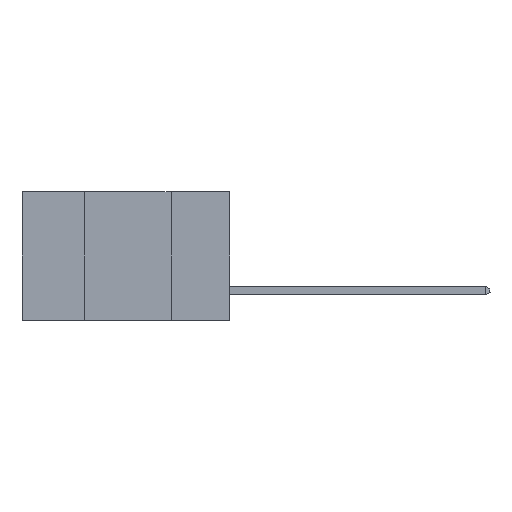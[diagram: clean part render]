
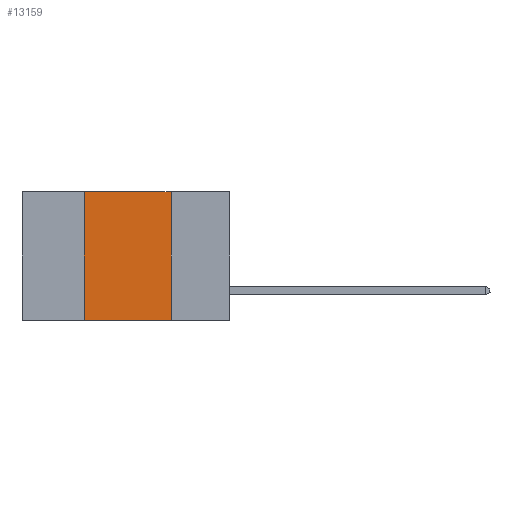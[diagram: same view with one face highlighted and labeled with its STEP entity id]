
A CAD part, left-side view. The second image highlights one B-rep face of the part: STEP entity #13159.
In plain terms, the highlighted planar face has unit normal (-1, 0, 0).
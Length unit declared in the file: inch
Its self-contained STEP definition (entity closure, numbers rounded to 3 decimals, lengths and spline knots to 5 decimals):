
#309 = EDGE_LOOP ( 'NONE', ( #16155, #13355, #5749, #9423 ) ) ;
#2202 = VERTEX_POINT ( 'NONE', #24407 ) ;
#2250 = EDGE_CURVE ( 'NONE', #2261, #26642, #17919, .T. ) ;
#2261 = VERTEX_POINT ( 'NONE', #22943 ) ;
#3394 = CARTESIAN_POINT ( 'NONE',  ( 0., 0.17, 0. ) ) ;
#3637 = VECTOR ( 'NONE', #12919, 39.37008 ) ;
#4795 = CARTESIAN_POINT ( 'NONE',  ( 0., 0.42, 0. ) ) ;
#5219 = DIRECTION ( 'NONE',  ( 0., 0., -1. ) ) ;
#5749 = ORIENTED_EDGE ( 'NONE', *, *, #25837, .F. ) ;
#8928 = CARTESIAN_POINT ( 'NONE',  ( 0., 0.6, 0. ) ) ;
#9423 = ORIENTED_EDGE ( 'NONE', *, *, #2250, .T. ) ;
#9750 = DIRECTION ( 'NONE',  ( 0., -1., 0. ) ) ;
#10172 = CARTESIAN_POINT ( 'NONE',  ( 0., 0.42, 0. ) ) ;
#10586 = VECTOR ( 'NONE', #9750, 39.37008 ) ;
#11602 = CARTESIAN_POINT ( 'NONE',  ( 0., 0.17, -0.37 ) ) ;
#12398 = VECTOR ( 'NONE', #18453, 39.37008 ) ;
#12919 = DIRECTION ( 'NONE',  ( 0., 0., 1. ) ) ;
#12946 = PLANE ( 'NONE',  #13026 ) ;
#13026 = AXIS2_PLACEMENT_3D ( 'NONE', #8928, #15235, #19414 ) ;
#13159 = ADVANCED_FACE ( 'NONE', ( #25757 ), #12946, .F. ) ;
#13355 = ORIENTED_EDGE ( 'NONE', *, *, #18821, .F. ) ;
#13537 = LINE ( 'NONE', #24442, #10586 ) ;
#14613 = VECTOR ( 'NONE', #5219, 39.37008 ) ;
#15235 = DIRECTION ( 'NONE',  ( 1., 0., 0. ) ) ;
#16155 = ORIENTED_EDGE ( 'NONE', *, *, #17282, .F. ) ;
#17282 = EDGE_CURVE ( 'NONE', #2202, #26642, #20150, .T. ) ;
#17919 = LINE ( 'NONE', #26674, #12398 ) ;
#18453 = DIRECTION ( 'NONE',  ( 0., -1., 0. ) ) ;
#18821 = EDGE_CURVE ( 'NONE', #21804, #2202, #13537, .T. ) ;
#19414 = DIRECTION ( 'NONE',  ( 0., 0., -1. ) ) ;
#20150 = LINE ( 'NONE', #3394, #14613 ) ;
#21804 = VERTEX_POINT ( 'NONE', #10172 ) ;
#21909 = LINE ( 'NONE', #4795, #3637 ) ;
#22943 = CARTESIAN_POINT ( 'NONE',  ( 0., 0.42, -0.37 ) ) ;
#24407 = CARTESIAN_POINT ( 'NONE',  ( 0., 0.17, 0. ) ) ;
#24442 = CARTESIAN_POINT ( 'NONE',  ( 0., 0.6, 0. ) ) ;
#25757 = FACE_OUTER_BOUND ( 'NONE', #309, .T. ) ;
#25837 = EDGE_CURVE ( 'NONE', #2261, #21804, #21909, .T. ) ;
#26642 = VERTEX_POINT ( 'NONE', #11602 ) ;
#26674 = CARTESIAN_POINT ( 'NONE',  ( 0., 0.6, -0.37 ) ) ;
